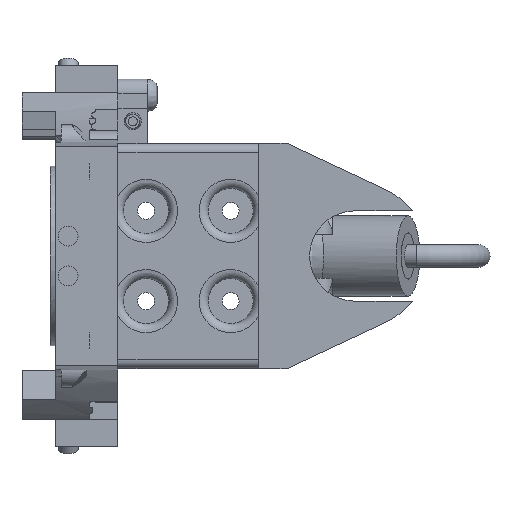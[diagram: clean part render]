
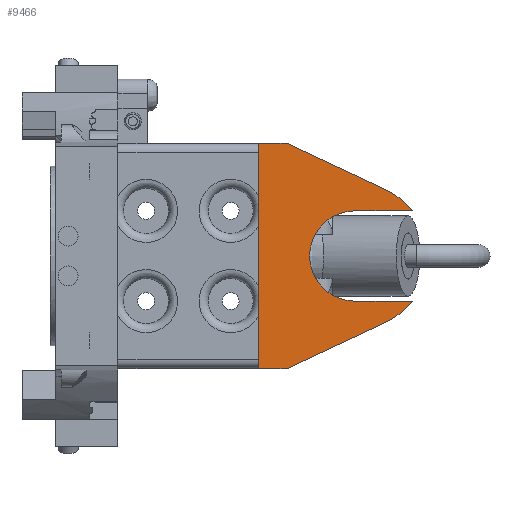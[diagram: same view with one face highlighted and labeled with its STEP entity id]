
A CAD part, left-side view. The second image highlights one B-rep face of the part: STEP entity #9466.
In plain terms, the highlighted face is planar.
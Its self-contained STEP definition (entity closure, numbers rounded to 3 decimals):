
#552=PLANE('',#10598);
#975=FACE_OUTER_BOUND('',#1559,.T.);
#1559=EDGE_LOOP('',(#7837,#7838,#7839,#7840,#7841,#7842,#7843,#7844,#7845,
#7846));
#2287=LINE('',#15995,#3092);
#2291=LINE('',#16003,#3096);
#2293=LINE('',#16007,#3098);
#2296=LINE('',#16015,#3101);
#2299=LINE('',#16022,#3104);
#2300=LINE('',#16025,#3105);
#2301=LINE('',#16026,#3106);
#3092=VECTOR('',#12717,10.);
#3096=VECTOR('',#12723,10.);
#3098=VECTOR('',#12727,10.);
#3101=VECTOR('',#12736,10.);
#3104=VECTOR('',#12745,10.);
#3105=VECTOR('',#12748,10.);
#3106=VECTOR('',#12749,10.);
#3749=CIRCLE('',#10588,13.);
#3750=CIRCLE('',#10593,13.);
#3751=CIRCLE('',#10596,8.);
#4476=VERTEX_POINT('',#15988);
#4477=VERTEX_POINT('',#15990);
#4478=VERTEX_POINT('',#15994);
#4480=VERTEX_POINT('',#16000);
#4481=VERTEX_POINT('',#16002);
#4482=VERTEX_POINT('',#16006);
#4483=VERTEX_POINT('',#16010);
#4484=VERTEX_POINT('',#16014);
#4485=VERTEX_POINT('',#16018);
#4486=VERTEX_POINT('',#16024);
#5649=EDGE_CURVE('',#4477,#4476,#3749,.T.);
#5651=EDGE_CURVE('',#4478,#4477,#2287,.T.);
#5655=EDGE_CURVE('',#4481,#4480,#2291,.T.);
#5657=EDGE_CURVE('',#4482,#4481,#2293,.T.);
#5659=EDGE_CURVE('',#4483,#4482,#3750,.T.);
#5661=EDGE_CURVE('',#4484,#4483,#2296,.T.);
#5663=EDGE_CURVE('',#4485,#4484,#3751,.T.);
#5665=EDGE_CURVE('',#4476,#4485,#2299,.T.);
#5666=EDGE_CURVE('',#4480,#4486,#2300,.T.);
#5667=EDGE_CURVE('',#4486,#4478,#2301,.T.);
#7837=ORIENTED_EDGE('',*,*,#5665,.T.);
#7838=ORIENTED_EDGE('',*,*,#5663,.T.);
#7839=ORIENTED_EDGE('',*,*,#5661,.T.);
#7840=ORIENTED_EDGE('',*,*,#5659,.T.);
#7841=ORIENTED_EDGE('',*,*,#5657,.T.);
#7842=ORIENTED_EDGE('',*,*,#5655,.T.);
#7843=ORIENTED_EDGE('',*,*,#5666,.T.);
#7844=ORIENTED_EDGE('',*,*,#5667,.T.);
#7845=ORIENTED_EDGE('',*,*,#5651,.T.);
#7846=ORIENTED_EDGE('',*,*,#5649,.T.);
#9466=ADVANCED_FACE('',(#975),#552,.T.);
#10588=AXIS2_PLACEMENT_3D('',#15991,#12712,#12713);
#10593=AXIS2_PLACEMENT_3D('',#16011,#12731,#12732);
#10596=AXIS2_PLACEMENT_3D('',#16019,#12740,#12741);
#10598=AXIS2_PLACEMENT_3D('',#16023,#12746,#12747);
#12712=DIRECTION('center_axis',(0.,1.,0.));
#12713=DIRECTION('ref_axis',(1.,0.,0.));
#12717=DIRECTION('',(0.423,0.,0.906));
#12723=DIRECTION('',(0.,0.,-1.));
#12727=DIRECTION('',(0.423,0.,-0.906));
#12731=DIRECTION('center_axis',(0.,1.,0.));
#12732=DIRECTION('ref_axis',(1.,0.,0.));
#12736=DIRECTION('',(0.,0.,1.));
#12740=DIRECTION('center_axis',(0.,-1.,0.));
#12741=DIRECTION('ref_axis',(-1.,0.,0.));
#12745=DIRECTION('',(0.,0.,-1.));
#12746=DIRECTION('center_axis',(0.,1.,0.));
#12747=DIRECTION('ref_axis',(0.,0.,1.));
#12748=DIRECTION('',(-1.,0.,0.));
#12749=DIRECTION('',(0.,0.,1.));
#15988=CARTESIAN_POINT('',(11.95,11.5,27.247));
#15990=CARTESIAN_POINT('',(8.171,11.5,22.5));
#15991=CARTESIAN_POINT('Origin',(19.95,11.5,17.));
#15994=CARTESIAN_POINT('',(0.,11.5,5.));
#15995=CARTESIAN_POINT('',(0.,11.5,5.));
#16000=CARTESIAN_POINT('',(39.9,11.5,0.));
#16002=CARTESIAN_POINT('',(39.9,11.5,5.));
#16003=CARTESIAN_POINT('',(39.9,11.5,5.));
#16006=CARTESIAN_POINT('',(31.729,11.5,22.5));
#16007=CARTESIAN_POINT('',(31.729,11.5,22.5));
#16010=CARTESIAN_POINT('',(27.95,11.5,27.247));
#16011=CARTESIAN_POINT('Origin',(19.95,11.5,17.));
#16014=CARTESIAN_POINT('',(27.95,11.5,17.));
#16015=CARTESIAN_POINT('',(27.95,11.5,17.));
#16018=CARTESIAN_POINT('',(11.95,11.5,17.));
#16019=CARTESIAN_POINT('Origin',(19.95,11.5,17.));
#16022=CARTESIAN_POINT('',(11.95,11.5,27.247));
#16023=CARTESIAN_POINT('Origin',(19.95,11.5,13.623));
#16024=CARTESIAN_POINT('',(0.,11.5,0.));
#16025=CARTESIAN_POINT('',(39.9,11.5,0.));
#16026=CARTESIAN_POINT('',(0.,11.5,0.));
